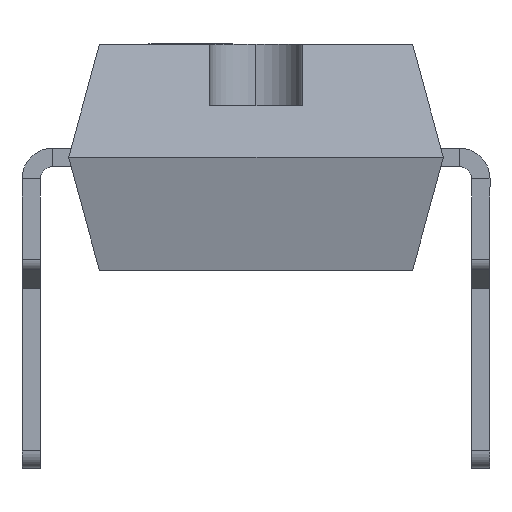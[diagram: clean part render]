
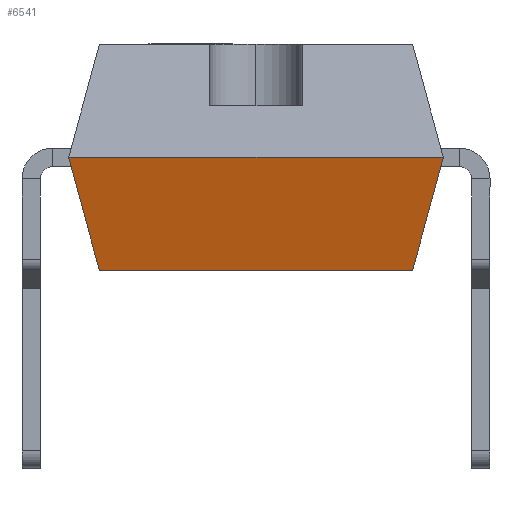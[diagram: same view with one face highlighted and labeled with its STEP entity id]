
A CAD part, left-side view. The second image highlights one B-rep face of the part: STEP entity #6541.
In plain terms, the highlighted planar face has unit normal (-0.965, 0, -0.263).
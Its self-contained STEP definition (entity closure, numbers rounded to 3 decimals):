
#18 = LINE ( 'NONE', #9298, #9137 ) ;
#367 = CARTESIAN_POINT ( 'NONE',  ( -15.565, 2.55, -1.838 ) ) ;
#690 = VERTEX_POINT ( 'NONE', #6805 ) ;
#1119 = LINE ( 'NONE', #26415, #10956 ) ;
#1487 = LINE ( 'NONE', #5784, #23619 ) ;
#3344 = DIRECTION ( 'NONE',  ( 0., -1., 0. ) ) ;
#3348 = DIRECTION ( 'NONE',  ( 0.262, 0., -0.965 ) ) ;
#3641 = DIRECTION ( 'NONE',  ( 0.965, 0., 0.262 ) ) ;
#4871 = FACE_OUTER_BOUND ( 'NONE', #14916, .T. ) ;
#4895 = VERTEX_POINT ( 'NONE', #367 ) ;
#5213 = LINE ( 'NONE', #17179, #18633 ) ;
#5478 = PLANE ( 'NONE',  #24377 ) ;
#5784 = CARTESIAN_POINT ( 'NONE',  ( -15.565, 2.55, -1.838 ) ) ;
#6541 = ADVANCED_FACE ( 'NONE', ( #4871 ), #5478, .F. ) ;
#6805 = CARTESIAN_POINT ( 'NONE',  ( -15.565, -2.55, -1.838 ) ) ;
#6977 = EDGE_CURVE ( 'NONE', #690, #11654, #5213, .T. ) ;
#7142 = CARTESIAN_POINT ( 'NONE',  ( -16.065, -3.05, 0. ) ) ;
#9137 = VECTOR ( 'NONE', #29401, 1000. ) ;
#9298 = CARTESIAN_POINT ( 'NONE',  ( -16.065, 3.05, 0. ) ) ;
#10045 = ORIENTED_EDGE ( 'NONE', *, *, #11282, .F. ) ;
#10956 = VECTOR ( 'NONE', #24298, 1000. ) ;
#11282 = EDGE_CURVE ( 'NONE', #4895, #24132, #1119, .T. ) ;
#11654 = VERTEX_POINT ( 'NONE', #7142 ) ;
#12868 = CARTESIAN_POINT ( 'NONE',  ( -14.958, 0., -4.069 ) ) ;
#14916 = EDGE_LOOP ( 'NONE', ( #23381, #29805, #10045, #17805 ) ) ;
#15240 = EDGE_CURVE ( 'NONE', #24132, #11654, #18, .T. ) ;
#17043 = DIRECTION ( 'NONE',  ( -0.254, -0.254, 0.933 ) ) ;
#17179 = CARTESIAN_POINT ( 'NONE',  ( -15.565, -2.55, -1.838 ) ) ;
#17805 = ORIENTED_EDGE ( 'NONE', *, *, #29002, .T. ) ;
#18633 = VECTOR ( 'NONE', #17043, 1000. ) ;
#23381 = ORIENTED_EDGE ( 'NONE', *, *, #6977, .T. ) ;
#23402 = CARTESIAN_POINT ( 'NONE',  ( -16.065, 3.05, 0. ) ) ;
#23619 = VECTOR ( 'NONE', #3344, 1000. ) ;
#24132 = VERTEX_POINT ( 'NONE', #23402 ) ;
#24298 = DIRECTION ( 'NONE',  ( -0.254, 0.254, 0.933 ) ) ;
#24377 = AXIS2_PLACEMENT_3D ( 'NONE', #12868, #3641, #3348 ) ;
#26415 = CARTESIAN_POINT ( 'NONE',  ( -15.565, 2.55, -1.838 ) ) ;
#29002 = EDGE_CURVE ( 'NONE', #4895, #690, #1487, .T. ) ;
#29401 = DIRECTION ( 'NONE',  ( 0., -1., 0. ) ) ;
#29805 = ORIENTED_EDGE ( 'NONE', *, *, #15240, .F. ) ;
